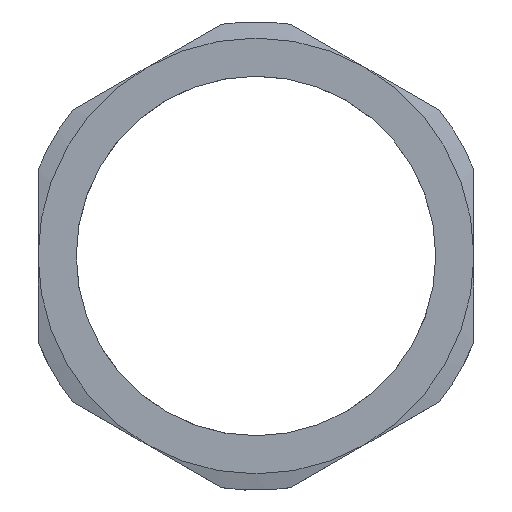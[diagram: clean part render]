
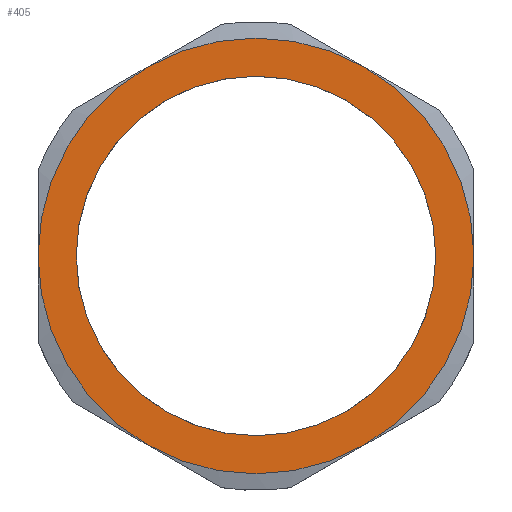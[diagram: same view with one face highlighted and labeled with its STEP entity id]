
A CAD part, top view. The second image highlights one B-rep face of the part: STEP entity #405.
In plain terms, the highlighted planar face has unit normal (0, 0, 1).
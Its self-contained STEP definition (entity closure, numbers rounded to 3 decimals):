
#87=FACE_BOUND($,#120,.T.);
#90=FACE_OUTER_BOUND($,#119,.T.);
#119=EDGE_LOOP($,(#280,#281,#282,#283,#284,#285));
#120=EDGE_LOOP($,(#286));
#152=CIRCLE($,#442,16.5);
#153=CIRCLE($,#444,20.);
#154=CIRCLE($,#445,20.);
#155=CIRCLE($,#446,20.);
#156=CIRCLE($,#447,20.);
#157=CIRCLE($,#448,20.);
#158=CIRCLE($,#449,20.);
#178=VERTEX_POINT($,#623);
#179=VERTEX_POINT($,#626);
#180=VERTEX_POINT($,#627);
#181=VERTEX_POINT($,#629);
#182=VERTEX_POINT($,#631);
#183=VERTEX_POINT($,#633);
#184=VERTEX_POINT($,#635);
#216=EDGE_CURVE($,#178,#178,#152,.T.);
#217=EDGE_CURVE($,#179,#180,#153,.T.);
#218=EDGE_CURVE($,#180,#181,#154,.T.);
#219=EDGE_CURVE($,#181,#182,#155,.T.);
#220=EDGE_CURVE($,#182,#183,#156,.T.);
#221=EDGE_CURVE($,#183,#184,#157,.T.);
#222=EDGE_CURVE($,#184,#179,#158,.T.);
#280=ORIENTED_EDGE($,*,*,#217,.T.);
#281=ORIENTED_EDGE($,*,*,#218,.T.);
#282=ORIENTED_EDGE($,*,*,#219,.T.);
#283=ORIENTED_EDGE($,*,*,#220,.T.);
#284=ORIENTED_EDGE($,*,*,#221,.T.);
#285=ORIENTED_EDGE($,*,*,#222,.T.);
#286=ORIENTED_EDGE($,*,*,#216,.T.);
#396=PLANE($,#443);
#405=ADVANCED_FACE($,(#90,#87),#396,.T.);
#442=AXIS2_PLACEMENT_3D($,#624,#506,#507);
#443=AXIS2_PLACEMENT_3D($,#625,#508,#509);
#444=AXIS2_PLACEMENT_3D($,#628,#510,#511);
#445=AXIS2_PLACEMENT_3D($,#630,#512,#513);
#446=AXIS2_PLACEMENT_3D($,#632,#514,#515);
#447=AXIS2_PLACEMENT_3D($,#634,#516,#517);
#448=AXIS2_PLACEMENT_3D($,#636,#518,#519);
#449=AXIS2_PLACEMENT_3D($,#637,#520,#521);
#506=DIRECTION('center_axis',(0.,0.,-1.));
#507=DIRECTION('ref_axis',(-1.,0.,0.));
#508=DIRECTION('center_axis',(0.,0.,1.));
#509=DIRECTION('ref_axis',(1.,0.,0.));
#510=DIRECTION('center_axis',(0.,0.,1.));
#511=DIRECTION('ref_axis',(-0.5,0.866,0.));
#512=DIRECTION('center_axis',(0.,0.,1.));
#513=DIRECTION('ref_axis',(-1.,0.,0.));
#514=DIRECTION('center_axis',(0.,0.,1.));
#515=DIRECTION('ref_axis',(-0.5,-0.866,0.));
#516=DIRECTION('center_axis',(0.,0.,1.));
#517=DIRECTION('ref_axis',(0.5,-0.866,0.));
#518=DIRECTION('center_axis',(0.,0.,1.));
#519=DIRECTION('ref_axis',(1.,0.,0.));
#520=DIRECTION('center_axis',(0.,0.,1.));
#521=DIRECTION('ref_axis',(0.5,0.866,0.));
#623=CARTESIAN_POINT('',(-16.5,0.,15.87));
#624=CARTESIAN_POINT('Origin',(0.,0.,15.87));
#625=CARTESIAN_POINT('Origin',(0.,0.75,
15.87));
#626=CARTESIAN_POINT('',(-10.,17.321,15.87));
#627=CARTESIAN_POINT('',(-20.,0.,15.87));
#628=CARTESIAN_POINT('Origin',(0.,0.,15.87));
#629=CARTESIAN_POINT('',(-10.,-17.321,15.87));
#630=CARTESIAN_POINT('Origin',(0.,0.,15.87));
#631=CARTESIAN_POINT('',(10.,-17.321,15.87));
#632=CARTESIAN_POINT('Origin',(0.,0.,15.87));
#633=CARTESIAN_POINT('',(20.,0.,15.87));
#634=CARTESIAN_POINT('Origin',(0.,0.,15.87));
#635=CARTESIAN_POINT('',(10.,17.321,15.87));
#636=CARTESIAN_POINT('Origin',(0.,0.,15.87));
#637=CARTESIAN_POINT('Origin',(0.,0.,15.87));
